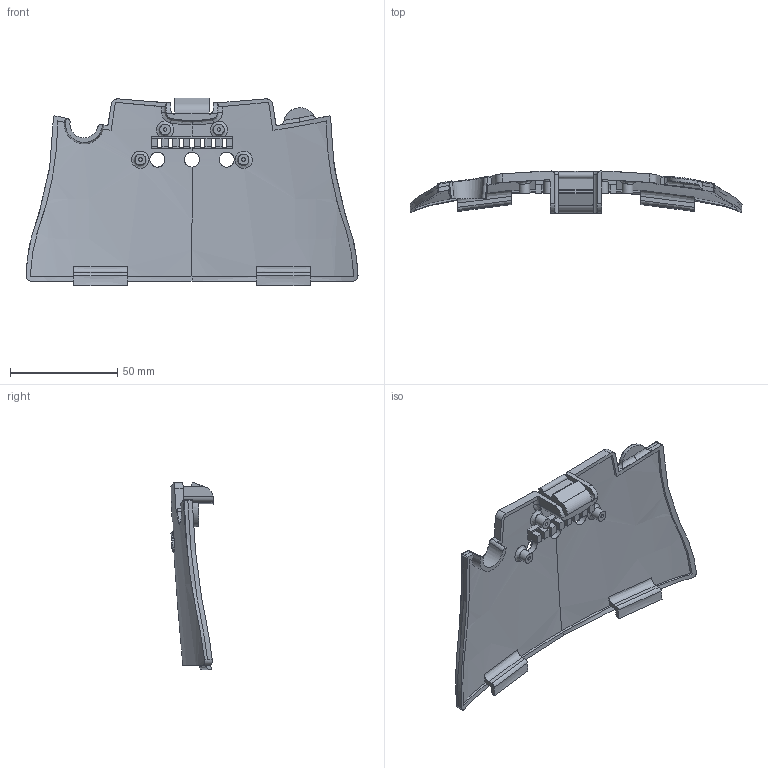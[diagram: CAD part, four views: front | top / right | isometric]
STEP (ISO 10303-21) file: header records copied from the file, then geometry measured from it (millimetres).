
FILE_DESCRIPTION(/* description */ (''),/* implementation_level */ '2;1');
FILE_NAME(/* name */ 'Bottom_back_cover v4.step',/* time_stamp */ '2018-10-19T16:27:27+11:00',/* author */ ('TaylorY96'),/* organization */ (''),/* preprocessor_version */ 'ST-DEVELOPER v17.2',/* originating_system */ 'Autodesk Translation Framework v7.6.0.251',/* authorisation */ '');
FILE_SCHEMA (('AUTOMOTIVE_DESIGN { 1 0 10303 214 3 1 1 }'));
Length unit declared in the file: millimetre
Products named in the file (2): Bottom_back_cover; Battery Cover Back Plate V2
Assembly tree (1 placements, depth 2):
  Bottom_back_cover
    Battery Cover Back Plate V2
Bounding box: 154.45 x 19.56 x 87.19 mm (x, y, z)
Volume: 33933.7 mm3; surface area: 29024.4 mm2
Topology: 1 solids, 1 shells, 313 faces, 890 edges, 569 vertices
Faces by surface type: bspline 115, plane 108, cylinder 70, sphere 14, torus 6
Full cylindrical faces by diameter (mm): 1.7 x4, 5 x4, 7 x3
Entity records: 27344 total; most frequent: CARTESIAN_POINT 19771, ORIENTED_EDGE 1780, DIRECTION 1301, EDGE_CURVE 890, VERTEX_POINT 569, AXIS2_PLACEMENT_3D 460, LINE 381, VECTOR 381
